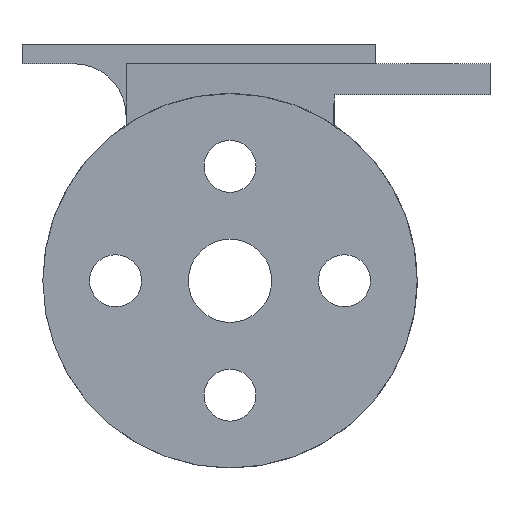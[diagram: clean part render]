
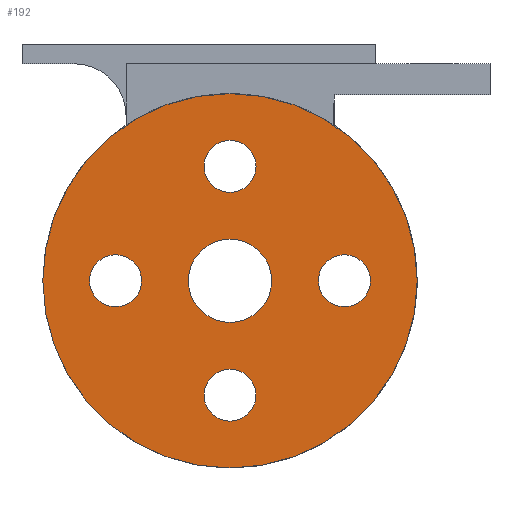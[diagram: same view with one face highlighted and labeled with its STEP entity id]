
A CAD part, left-side view. The second image highlights one B-rep face of the part: STEP entity #192.
In plain terms, the highlighted planar face has unit normal (-1, 0, 0).
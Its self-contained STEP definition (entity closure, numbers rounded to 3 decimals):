
#192=ADVANCED_FACE('',(#388,#390,#392,#394,#396,#398),#400,.T.);
#388=FACE_BOUND('',#389,.T.);
#389=EDGE_LOOP('',(#558));
#390=FACE_BOUND('',#391,.T.);
#391=EDGE_LOOP('',(#559));
#392=FACE_BOUND('',#393,.T.);
#393=EDGE_LOOP('',(#560));
#394=FACE_BOUND('',#395,.T.);
#395=EDGE_LOOP('',(#561));
#396=FACE_BOUND('',#397,.T.);
#397=EDGE_LOOP('',(#562));
#398=FACE_BOUND('',#399,.T.);
#399=EDGE_LOOP('',(#563));
#400=PLANE('',#401);
#401=AXIS2_PLACEMENT_3D('',#402,#403,#404);
#402=CARTESIAN_POINT('',(-2.,0.,0.));
#403=DIRECTION('',(-1.,0.,0.));
#404=DIRECTION('',(0.,1.,0.));
#558=ORIENTED_EDGE('',*,*,#620,.T.);
#559=ORIENTED_EDGE('',*,*,#629,.T.);
#560=ORIENTED_EDGE('',*,*,#630,.T.);
#561=ORIENTED_EDGE('',*,*,#631,.T.);
#562=ORIENTED_EDGE('',*,*,#632,.T.);
#563=ORIENTED_EDGE('',*,*,#633,.T.);
#620=EDGE_CURVE('',#702,#702,#703,.T.);
#629=EDGE_CURVE('',#716,#716,#717,.F.);
#630=EDGE_CURVE('',#718,#718,#719,.F.);
#631=EDGE_CURVE('',#720,#720,#721,.F.);
#632=EDGE_CURVE('',#722,#722,#723,.F.);
#633=EDGE_CURVE('',#724,#724,#725,.F.);
#702=VERTEX_POINT('',#878);
#703=CIRCLE('',#879,18.);
#716=VERTEX_POINT('',#913);
#717=CIRCLE('',#914,2.5);
#718=VERTEX_POINT('',#918);
#719=CIRCLE('',#919,2.5);
#720=VERTEX_POINT('',#923);
#721=CIRCLE('',#924,4.);
#722=VERTEX_POINT('',#928);
#723=CIRCLE('',#929,2.5);
#724=VERTEX_POINT('',#933);
#725=CIRCLE('',#934,2.5);
#878=CARTESIAN_POINT('',(-2.,18.,0.));
#879=AXIS2_PLACEMENT_3D('',#880,#881,#882);
#880=CARTESIAN_POINT('',(-2.,0.,0.));
#881=DIRECTION('',(-1.,0.,0.));
#882=DIRECTION('',(0.,1.,0.));
#913=CARTESIAN_POINT('',(-2.,-11.,-2.5));
#914=AXIS2_PLACEMENT_3D('',#915,#916,#917);
#915=CARTESIAN_POINT('',(-2.,-11.,0.));
#916=DIRECTION('',(-1.,0.,0.));
#917=DIRECTION('',(0.,0.,-1.));
#918=CARTESIAN_POINT('',(-2.,11.,2.5));
#919=AXIS2_PLACEMENT_3D('',#920,#921,#922);
#920=CARTESIAN_POINT('',(-2.,11.,0.));
#921=DIRECTION('',(-1.,0.,0.));
#922=DIRECTION('',(0.,0.,1.));
#923=CARTESIAN_POINT('',(-2.,4.,0.));
#924=AXIS2_PLACEMENT_3D('',#925,#926,#927);
#925=CARTESIAN_POINT('',(-2.,0.,0.));
#926=DIRECTION('',(-1.,0.,0.));
#927=DIRECTION('',(0.,1.,0.));
#928=CARTESIAN_POINT('',(-2.,2.5,-11.));
#929=AXIS2_PLACEMENT_3D('',#930,#931,#932);
#930=CARTESIAN_POINT('',(-2.,0.,-11.));
#931=DIRECTION('',(-1.,0.,0.));
#932=DIRECTION('',(0.,1.,0.));
#933=CARTESIAN_POINT('',(-2.,-2.5,11.));
#934=AXIS2_PLACEMENT_3D('',#935,#936,#937);
#935=CARTESIAN_POINT('',(-2.,0.,11.));
#936=DIRECTION('',(-1.,0.,0.));
#937=DIRECTION('',(0.,-1.,0.));
